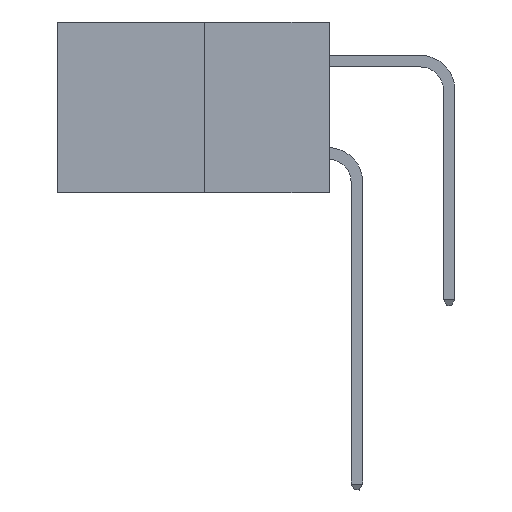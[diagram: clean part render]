
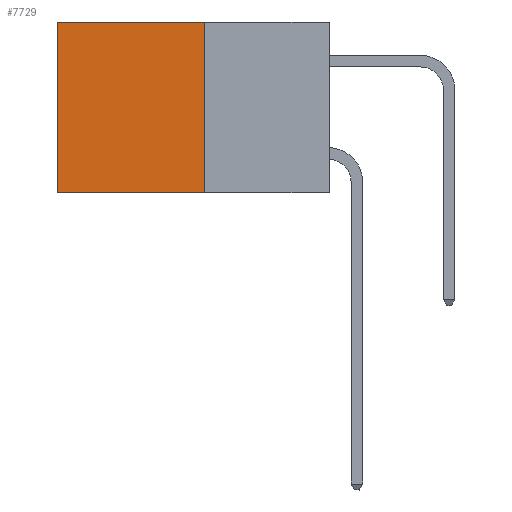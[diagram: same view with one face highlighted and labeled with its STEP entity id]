
A CAD part, left-side view. The second image highlights one B-rep face of the part: STEP entity #7729.
In plain terms, the highlighted planar face has unit normal (-1, 0, 0).
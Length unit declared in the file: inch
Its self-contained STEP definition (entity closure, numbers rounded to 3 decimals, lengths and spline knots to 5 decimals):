
#248 = EDGE_CURVE ( 'NONE', #11942, #1025, #13554, .T. ) ;
#313 = CARTESIAN_POINT ( 'NONE',  ( 0.277, 0.59, -0.37 ) ) ;
#499 = CARTESIAN_POINT ( 'NONE',  ( 0.277, 0.27, -0.37 ) ) ;
#831 = PLANE ( 'NONE',  #9431 ) ;
#950 = CARTESIAN_POINT ( 'NONE',  ( 0.277, 0.59, 0. ) ) ;
#1021 = VECTOR ( 'NONE', #12769, 39.37008 ) ;
#1025 = VERTEX_POINT ( 'NONE', #499 ) ;
#1560 = CARTESIAN_POINT ( 'NONE',  ( 0.277, 0.59, -0.37 ) ) ;
#1985 = CARTESIAN_POINT ( 'NONE',  ( 0.277, 0.27, -0.37 ) ) ;
#2021 = DIRECTION ( 'NONE',  ( 0., 0., -1. ) ) ;
#2042 = DIRECTION ( 'NONE',  ( 1., 0., 0. ) ) ;
#2067 = DIRECTION ( 'NONE',  ( 0., 0., -1. ) ) ;
#2507 = DIRECTION ( 'NONE',  ( 0., 0., -1. ) ) ;
#2662 = ORIENTED_EDGE ( 'NONE', *, *, #13418, .T. ) ;
#2854 = CARTESIAN_POINT ( 'NONE',  ( 0.277, 0.27, 0. ) ) ;
#3002 = ORIENTED_EDGE ( 'NONE', *, *, #248, .F. ) ;
#3168 = ORIENTED_EDGE ( 'NONE', *, *, #3365, .T. ) ;
#3365 = EDGE_CURVE ( 'NONE', #7919, #9258, #8075, .T. ) ;
#3608 = DIRECTION ( 'NONE',  ( 0., 1., 0. ) ) ;
#4020 = LINE ( 'NONE', #9691, #1021 ) ;
#4195 = VECTOR ( 'NONE', #3608, 39.37008 ) ;
#7106 = FACE_OUTER_BOUND ( 'NONE', #10454, .T. ) ;
#7402 = LINE ( 'NONE', #11001, #4195 ) ;
#7729 = ADVANCED_FACE ( 'NONE', ( #7106 ), #831, .F. ) ;
#7919 = VERTEX_POINT ( 'NONE', #950 ) ;
#8075 = LINE ( 'NONE', #1560, #12846 ) ;
#9258 = VERTEX_POINT ( 'NONE', #313 ) ;
#9371 = EDGE_CURVE ( 'NONE', #1025, #9258, #4020, .T. ) ;
#9431 = AXIS2_PLACEMENT_3D ( 'NONE', #1985, #2042, #2021 ) ;
#9691 = CARTESIAN_POINT ( 'NONE',  ( 0.277, 0.27, -0.37 ) ) ;
#10454 = EDGE_LOOP ( 'NONE', ( #3168, #11452, #3002, #2662 ) ) ;
#10869 = VECTOR ( 'NONE', #2507, 39.37008 ) ;
#11001 = CARTESIAN_POINT ( 'NONE',  ( 0.277, 0.27, 0. ) ) ;
#11452 = ORIENTED_EDGE ( 'NONE', *, *, #9371, .F. ) ;
#11942 = VERTEX_POINT ( 'NONE', #2854 ) ;
#12769 = DIRECTION ( 'NONE',  ( 0., 1., 0. ) ) ;
#12846 = VECTOR ( 'NONE', #2067, 39.37008 ) ;
#13418 = EDGE_CURVE ( 'NONE', #11942, #7919, #7402, .T. ) ;
#13554 = LINE ( 'NONE', #13599, #10869 ) ;
#13599 = CARTESIAN_POINT ( 'NONE',  ( 0.277, 0.27, -0.37 ) ) ;
